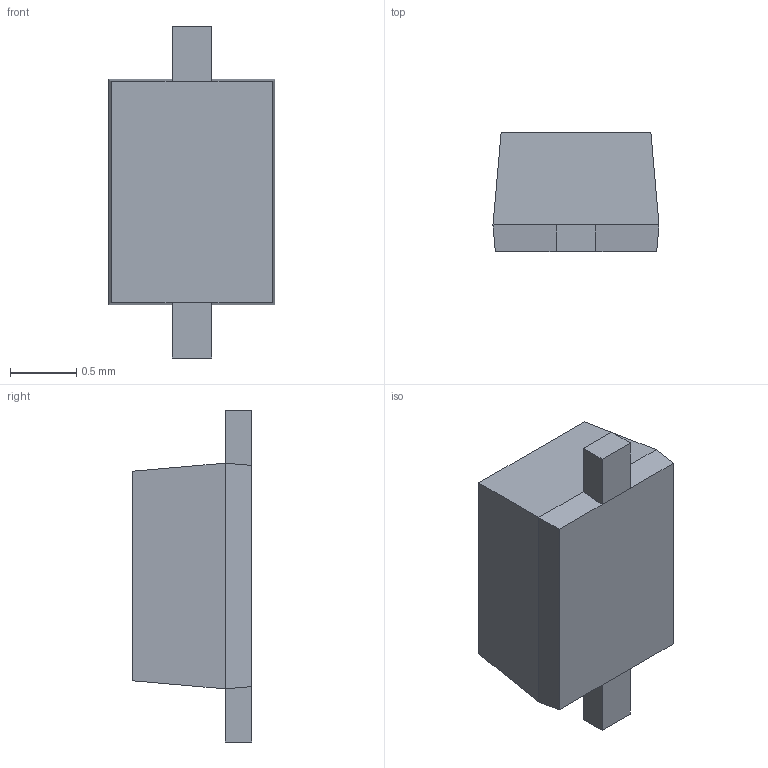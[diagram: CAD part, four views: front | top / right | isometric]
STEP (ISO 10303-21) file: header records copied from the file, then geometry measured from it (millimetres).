
FILE_DESCRIPTION (( 'STEP AP214' ), '1' );
FILE_NAME ('1N914BWS.STEP', '2018-10-19T19:54:34', ( '' ), ( '' ), 'SwSTEP 2.0', 'SolidWorks 2017', '' );
FILE_SCHEMA (( 'AUTOMOTIVE_DESIGN' ));
Length unit declared in the file: millimetre
Products named in the file (1): 1N914BWS
Bounding box: 1.25 x 0.9 x 2.5 mm (x, y, z)
Volume: 1.8 mm3; surface area: 10 mm2
Topology: 3 solids, 3 shells, 32 faces, 66 edges, 40 vertices
Faces by surface type: plane 32
Entity records: 866 total; most frequent: CARTESIAN_POINT 139, DIRECTION 132, ORIENTED_EDGE 132, EDGE_CURVE 66, LINE 66, VECTOR 66, VERTEX_POINT 40, AXIS2_PLACEMENT_3D 33
